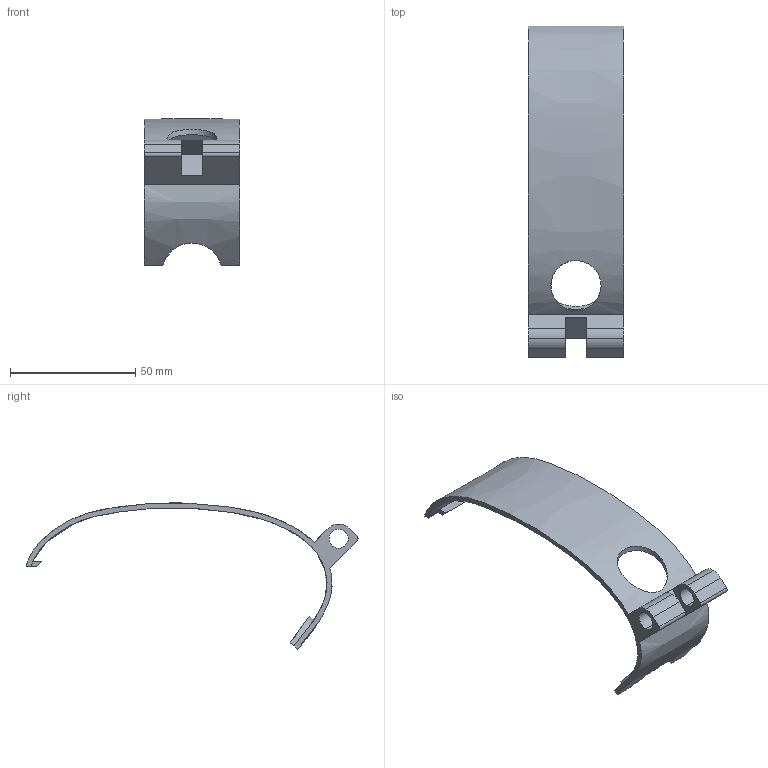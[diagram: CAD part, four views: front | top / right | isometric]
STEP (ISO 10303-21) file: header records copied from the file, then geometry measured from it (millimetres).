
FILE_DESCRIPTION (( 'STEP AP203' ), '1' );
FILE_NAME ('Vive.STEP', '2024-10-23T01:04:07', ( '' ), ( '' ), 'SwSTEP 2.0', 'SolidWorks 2024', '' );
FILE_SCHEMA (( 'CONFIG_CONTROL_DESIGN' ));
Length unit declared in the file: millimetre
Products named in the file (1): Vive
Bounding box: 38.1 x 132.37 x 58.34 mm (x, y, z)
Volume: 16228.1 mm3; surface area: 15425.8 mm2
Topology: 1 solids, 1 shells, 42 faces, 120 edges, 80 vertices
Faces by surface type: plane 23, cylinder 12, bspline 7
Entity records: 2490 total; most frequent: CARTESIAN_POINT 1355, ORIENTED_EDGE 240, DIRECTION 185, EDGE_CURVE 120, VERTEX_POINT 80, VECTOR 73, LINE 73, AXIS2_PLACEMENT_3D 56
